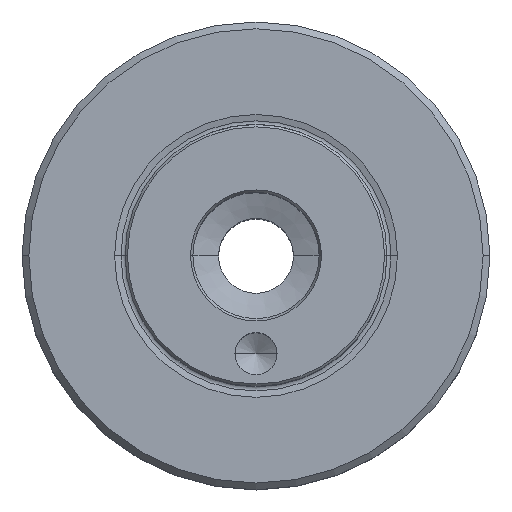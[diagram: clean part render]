
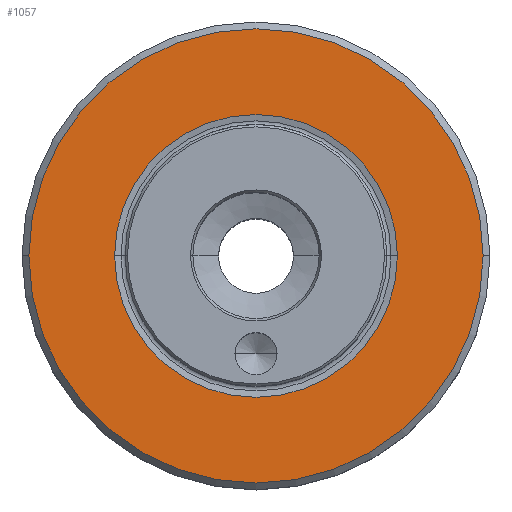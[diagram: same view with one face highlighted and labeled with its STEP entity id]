
A CAD part, top view. The second image highlights one B-rep face of the part: STEP entity #1057.
In plain terms, the highlighted planar face has unit normal (0, 0, 1).
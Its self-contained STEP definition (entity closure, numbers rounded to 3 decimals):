
#749=VERTEX_POINT('NONE',#1793);
#1017=EDGE_CURVE('NONE',#749,#1333,#2094,.T.);
#1057=ADVANCED_FACE('NONE',(#2142,#2143),#2144,.T.);
#1187=VERTEX_POINT('NONE',#2285);
#1233=EDGE_CURVE('NONE',#1473,#1187,#2338,.T.);
#1255=EDGE_CURVE('NONE',#1333,#749,#2361,.T.);
#1333=VERTEX_POINT('NONE',#2447);
#1473=VERTEX_POINT('NONE',#2609);
#1511=EDGE_CURVE('NONE',#1187,#1473,#2649,.T.);
#1793=CARTESIAN_POINT('',(15.112,0.0,0.0));
#2094=CIRCLE('',#3553,15.112);
#2142=FACE_OUTER_BOUND('',#3621,.T.);
#2143=FACE_BOUND('',#3622,.T.);
#2144=PLANE('',#3623);
#2285=CARTESIAN_POINT('',(-24.275,0.0,0.0));
#2338=CIRCLE('',#3920,24.275);
#2361=CIRCLE('',#3952,15.112);
#2447=CARTESIAN_POINT('',(-15.112,0.,0.0));
#2609=CARTESIAN_POINT('',(24.275,0.,0.0));
#2649=CIRCLE('',#4470,24.275);
#3553=AXIS2_PLACEMENT_3D('',#5163,#5164,#5165);
#3621=EDGE_LOOP('',(#5235,#5236));
#3622=EDGE_LOOP('',(#5237,#5238));
#3623=AXIS2_PLACEMENT_3D('',#5239,#5240,#5241);
#3920=AXIS2_PLACEMENT_3D('',#5463,#5464,#5465);
#3952=AXIS2_PLACEMENT_3D('',#5488,#5489,#5490);
#4470=AXIS2_PLACEMENT_3D('',#5844,#5845,#5846);
#5163=CARTESIAN_POINT('',(0.0,0.0,0.0));
#5164=DIRECTION('',(0.0,0.0,1.0));
#5165=DIRECTION('',(1.0,0.0,0.0));
#5235=ORIENTED_EDGE('',*,*,#1511,.F.);
#5236=ORIENTED_EDGE('',*,*,#1233,.F.);
#5237=ORIENTED_EDGE('',*,*,#1017,.F.);
#5238=ORIENTED_EDGE('',*,*,#1255,.F.);
#5239=CARTESIAN_POINT('',(0.0,14.0,0.0));
#5240=DIRECTION('',(0.0,0.0,1.0));
#5241=DIRECTION('',(1.0,0.0,0.0));
#5463=CARTESIAN_POINT('',(0.0,0.0,0.0));
#5464=DIRECTION('',(0.0,0.0,-1.0));
#5465=DIRECTION('',(1.0,0.0,0.0));
#5488=CARTESIAN_POINT('',(0.0,0.0,0.0));
#5489=DIRECTION('',(0.0,0.0,1.0));
#5490=DIRECTION('',(1.0,0.0,0.0));
#5844=CARTESIAN_POINT('',(0.0,0.0,0.0));
#5845=DIRECTION('',(0.0,0.0,-1.0));
#5846=DIRECTION('',(1.0,0.0,0.0));
